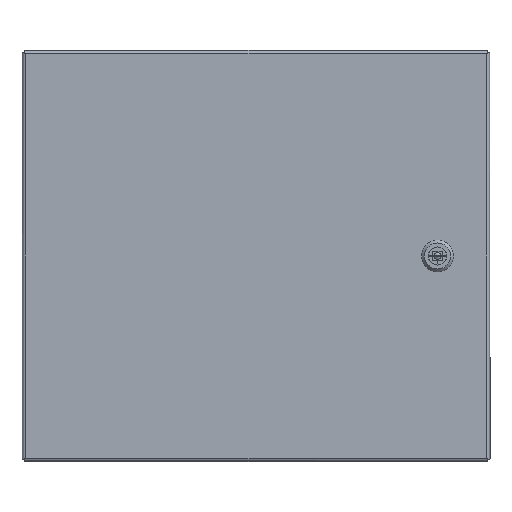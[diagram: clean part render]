
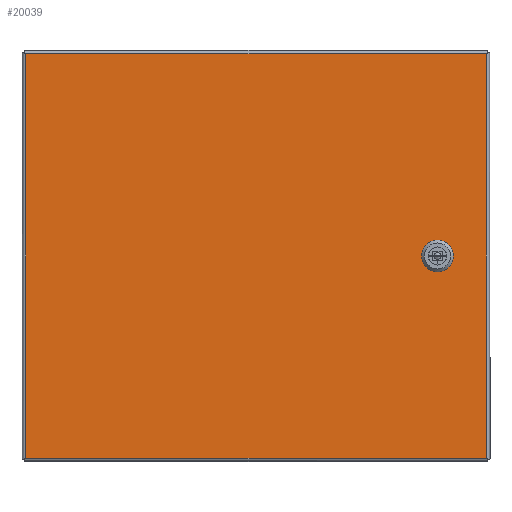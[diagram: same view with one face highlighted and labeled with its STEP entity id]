
A CAD part, front view. The second image highlights one B-rep face of the part: STEP entity #20039.
In plain terms, the highlighted planar face has unit normal (0, -1, 0).
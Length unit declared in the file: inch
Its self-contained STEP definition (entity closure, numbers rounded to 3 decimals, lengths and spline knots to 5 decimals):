
#89 = AXIS2_PLACEMENT_3D ( 'NONE', #15745, #17029, #7422 ) ;
#216 = DIRECTION ( 'NONE',  ( 0., 0., 1. ) ) ;
#370 = CARTESIAN_POINT ( 'NONE',  ( 6.028, -2.651, 0.3955 ) ) ;
#418 = EDGE_CURVE ( 'NONE', #18540, #6371, #18173, .T. ) ;
#436 = CARTESIAN_POINT ( 'NONE',  ( 5.8635, -2.651, 0.231 ) ) ;
#988 = VECTOR ( 'NONE', #13616, 39.37008 ) ;
#1029 = VECTOR ( 'NONE', #14299, 39.37008 ) ;
#1415 = VERTEX_POINT ( 'NONE', #16010 ) ;
#1716 = ORIENTED_EDGE ( 'NONE', *, *, #8651, .T. ) ;
#1819 = LINE ( 'NONE', #2235, #4779 ) ;
#2102 = VERTEX_POINT ( 'NONE', #12949 ) ;
#2143 = ORIENTED_EDGE ( 'NONE', *, *, #16593, .T. ) ;
#2235 = CARTESIAN_POINT ( 'NONE',  ( 6.028, -2.651, -0.3955 ) ) ;
#2587 = CARTESIAN_POINT ( 'NONE',  ( 5.8635, -2.651, -0.231 ) ) ;
#2591 = DIRECTION ( 'NONE',  ( 1., 0., 0. ) ) ;
#2896 = CARTESIAN_POINT ( 'NONE',  ( -7.946, -2.651, -6.9715 ) ) ;
#3002 = VECTOR ( 'NONE', #14878, 39.37008 ) ;
#3281 = LINE ( 'NONE', #9610, #4674 ) ;
#3851 = VERTEX_POINT ( 'NONE', #18694 ) ;
#4195 = VECTOR ( 'NONE', #216, 39.37008 ) ;
#4652 = EDGE_LOOP ( 'NONE', ( #7459, #9381, #16233, #11507, #9581, #2143, #9779, #7429 ) ) ;
#4674 = VECTOR ( 'NONE', #4996, 39.37008 ) ;
#4779 = VECTOR ( 'NONE', #20083, 39.37008 ) ;
#4996 = DIRECTION ( 'NONE',  ( 1., 0., 0. ) ) ;
#5147 = CARTESIAN_POINT ( 'NONE',  ( 7.947, -2.651, -6.9715 ) ) ;
#5381 = ORIENTED_EDGE ( 'NONE', *, *, #20159, .T. ) ;
#5424 = CARTESIAN_POINT ( 'NONE',  ( -7.946, -2.651, 6.9715 ) ) ;
#5753 = VERTEX_POINT ( 'NONE', #370 ) ;
#5762 = CARTESIAN_POINT ( 'NONE',  ( 6.49, -2.651, -0.3955 ) ) ;
#5768 = VERTEX_POINT ( 'NONE', #19936 ) ;
#5779 = CARTESIAN_POINT ( 'NONE',  ( 6.6545, -2.651, -0.231 ) ) ;
#6078 = EDGE_CURVE ( 'NONE', #1415, #17959, #13928, .T. ) ;
#6371 = VERTEX_POINT ( 'NONE', #15119 ) ;
#7373 = LINE ( 'NONE', #20501, #15460 ) ;
#7422 = DIRECTION ( 'NONE',  ( 0., 0., -1. ) ) ;
#7429 = ORIENTED_EDGE ( 'NONE', *, *, #6078, .T. ) ;
#7459 = ORIENTED_EDGE ( 'NONE', *, *, #9438, .T. ) ;
#7789 = CARTESIAN_POINT ( 'NONE',  ( 6.6545, -2.651, -0.231 ) ) ;
#8309 = VECTOR ( 'NONE', #2591, 39.37008 ) ;
#8651 = EDGE_CURVE ( 'NONE', #19738, #18540, #3281, .T. ) ;
#8901 = VECTOR ( 'NONE', #8944, 39.37008 ) ;
#8935 = FACE_BOUND ( 'NONE', #4652, .T. ) ;
#8944 = DIRECTION ( 'NONE',  ( 0.707, 0., -0.707 ) ) ;
#8987 = VECTOR ( 'NONE', #9133, 39.37008 ) ;
#9001 = VECTOR ( 'NONE', #17758, 39.37008 ) ;
#9103 = LINE ( 'NONE', #5779, #18432 ) ;
#9133 = DIRECTION ( 'NONE',  ( -0.707, 0., 0.707 ) ) ;
#9239 = FACE_OUTER_BOUND ( 'NONE', #19664, .T. ) ;
#9247 = ORIENTED_EDGE ( 'NONE', *, *, #18021, .T. ) ;
#9381 = ORIENTED_EDGE ( 'NONE', *, *, #19316, .T. ) ;
#9438 = EDGE_CURVE ( 'NONE', #17959, #18845, #16583, .T. ) ;
#9581 = ORIENTED_EDGE ( 'NONE', *, *, #16186, .T. ) ;
#9610 = CARTESIAN_POINT ( 'NONE',  ( -7.946, -2.651, -6.9715 ) ) ;
#9779 = ORIENTED_EDGE ( 'NONE', *, *, #16093, .T. ) ;
#9862 = LINE ( 'NONE', #2896, #9001 ) ;
#10521 = CARTESIAN_POINT ( 'NONE',  ( -7.946, -2.651, 6.9715 ) ) ;
#10634 = CARTESIAN_POINT ( 'NONE',  ( 5.8635, -2.651, -0.231 ) ) ;
#11507 = ORIENTED_EDGE ( 'NONE', *, *, #13591, .T. ) ;
#12223 = LINE ( 'NONE', #10521, #988 ) ;
#12224 = PLANE ( 'NONE',  #89 ) ;
#12233 = CARTESIAN_POINT ( 'NONE',  ( 6.49, -2.651, 0.3955 ) ) ;
#12341 = CARTESIAN_POINT ( 'NONE',  ( 5.8635, -2.651, 0.231 ) ) ;
#12949 = CARTESIAN_POINT ( 'NONE',  ( 6.49, -2.651, 0.3955 ) ) ;
#13591 = EDGE_CURVE ( 'NONE', #2102, #3851, #16935, .T. ) ;
#13616 = DIRECTION ( 'NONE',  ( -1., 0., 0. ) ) ;
#13928 = LINE ( 'NONE', #2587, #8987 ) ;
#14299 = DIRECTION ( 'NONE',  ( -0.707, 0., -0.707 ) ) ;
#14497 = CARTESIAN_POINT ( 'NONE',  ( 7.947, -2.651, -6.9715 ) ) ;
#14648 = VERTEX_POINT ( 'NONE', #5424 ) ;
#14878 = DIRECTION ( 'NONE',  ( 0., 0., 1. ) ) ;
#15119 = CARTESIAN_POINT ( 'NONE',  ( 7.947, -2.651, 6.9715 ) ) ;
#15460 = VECTOR ( 'NONE', #20389, 39.37008 ) ;
#15745 = CARTESIAN_POINT ( 'NONE',  ( -7.946, -2.651, -6.9715 ) ) ;
#16010 = CARTESIAN_POINT ( 'NONE',  ( 6.028, -2.651, -0.3955 ) ) ;
#16093 = EDGE_CURVE ( 'NONE', #17141, #1415, #1819, .T. ) ;
#16186 = EDGE_CURVE ( 'NONE', #3851, #5768, #9103, .T. ) ;
#16233 = ORIENTED_EDGE ( 'NONE', *, *, #20087, .T. ) ;
#16583 = LINE ( 'NONE', #436, #4195 ) ;
#16593 = EDGE_CURVE ( 'NONE', #5768, #17141, #19101, .T. ) ;
#16890 = ORIENTED_EDGE ( 'NONE', *, *, #418, .T. ) ;
#16935 = LINE ( 'NONE', #12233, #8901 ) ;
#17029 = DIRECTION ( 'NONE',  ( 0., -1., 0. ) ) ;
#17141 = VERTEX_POINT ( 'NONE', #5762 ) ;
#17569 = CARTESIAN_POINT ( 'NONE',  ( -7.946, -2.651, -6.9715 ) ) ;
#17758 = DIRECTION ( 'NONE',  ( 0., 0., -1. ) ) ;
#17959 = VERTEX_POINT ( 'NONE', #10634 ) ;
#18021 = EDGE_CURVE ( 'NONE', #6371, #14648, #12223, .T. ) ;
#18173 = LINE ( 'NONE', #5147, #3002 ) ;
#18432 = VECTOR ( 'NONE', #20724, 39.37008 ) ;
#18540 = VERTEX_POINT ( 'NONE', #14497 ) ;
#18694 = CARTESIAN_POINT ( 'NONE',  ( 6.6545, -2.651, 0.231 ) ) ;
#18845 = VERTEX_POINT ( 'NONE', #12341 ) ;
#18948 = CARTESIAN_POINT ( 'NONE',  ( 6.49, -2.651, 0.3955 ) ) ;
#19101 = LINE ( 'NONE', #7789, #1029 ) ;
#19316 = EDGE_CURVE ( 'NONE', #18845, #5753, #7373, .T. ) ;
#19664 = EDGE_LOOP ( 'NONE', ( #16890, #9247, #5381, #1716 ) ) ;
#19738 = VERTEX_POINT ( 'NONE', #17569 ) ;
#19936 = CARTESIAN_POINT ( 'NONE',  ( 6.6545, -2.651, -0.231 ) ) ;
#20039 = ADVANCED_FACE ( 'NONE', ( #9239, #8935 ), #12224, .T. ) ;
#20083 = DIRECTION ( 'NONE',  ( -1., 0., 0. ) ) ;
#20087 = EDGE_CURVE ( 'NONE', #5753, #2102, #20440, .T. ) ;
#20159 = EDGE_CURVE ( 'NONE', #14648, #19738, #9862, .T. ) ;
#20389 = DIRECTION ( 'NONE',  ( 0.707, 0., 0.707 ) ) ;
#20440 = LINE ( 'NONE', #18948, #8309 ) ;
#20501 = CARTESIAN_POINT ( 'NONE',  ( 6.028, -2.651, 0.3955 ) ) ;
#20724 = DIRECTION ( 'NONE',  ( 0., 0., -1. ) ) ;
